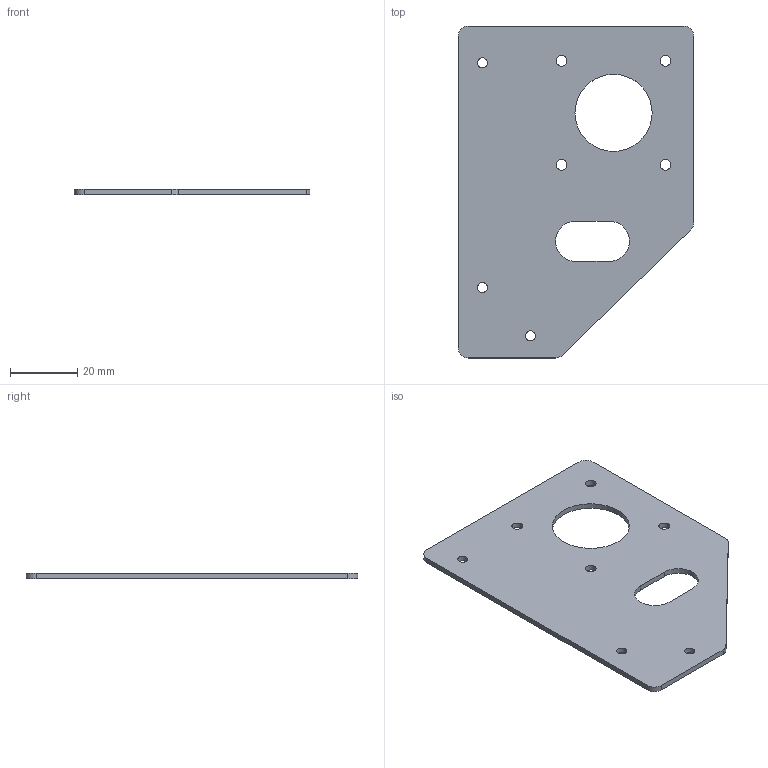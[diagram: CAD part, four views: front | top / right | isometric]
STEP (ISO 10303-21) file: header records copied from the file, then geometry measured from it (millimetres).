
FILE_DESCRIPTION(/* description */ (''),/* implementation_level */ '2;1');
FILE_NAME(/* name */ 'extruder plate.stp',/* time_stamp */ '2020-11-19T20:22:20+03:00',/* author */ ('Max'),/* organization */ (''),/* preprocessor_version */ 'ST-DEVELOPER v16.5',/* originating_system */ 'Autodesk Inventor 2017',/* authorisation */ '');
FILE_SCHEMA (('AUTOMOTIVE_DESIGN { 1 0 10303 214 3 1 1 }'));
Length unit declared in the file: millimetre
Products named in the file (1): пластина  \X2\044D043A0441

Bounding box: 70.2 x 99 x 1.65 mm (x, y, z)
Volume: 9011.8 mm3; surface area: 11764.2 mm2
Topology: 1 solids, 1 shells, 24 faces, 66 edges, 44 vertices
Faces by surface type: cylinder 15, plane 9
Full cylindrical faces by diameter (mm): 3 x3, 3.2 x4, 23 x1
Entity records: 800 total; most frequent: DIRECTION 138, CARTESIAN_POINT 127, ORIENTED_EDGE 116, EDGE_CURVE 58, AXIS2_PLACEMENT_3D 55, EDGE_LOOP 50, VERTEX_POINT 44, CIRCLE 30
